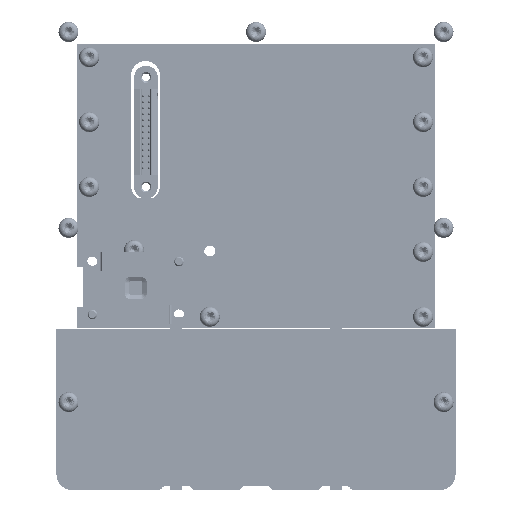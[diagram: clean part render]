
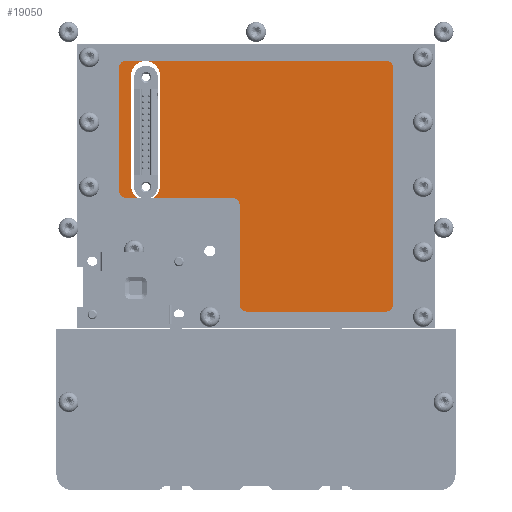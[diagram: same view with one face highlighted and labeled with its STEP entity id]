
A CAD part, left-side view. The second image highlights one B-rep face of the part: STEP entity #19050.
In plain terms, the highlighted face is planar.
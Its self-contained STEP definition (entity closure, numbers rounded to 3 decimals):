
#1268=FACE_OUTER_BOUND('',#2346,.T.);
#2346=EDGE_LOOP('',(#12745,#12746,#12747,#12748,#12749,#12750,#12751,#12752,
#12753,#12754,#12755,#12756,#12757,#12758,#12759,#12760,#12761,#12762));
#3563=CIRCLE('',#20330,3.);
#3565=CIRCLE('',#20332,3.);
#3566=CIRCLE('',#20336,3.);
#3568=CIRCLE('',#20340,1.5);
#3569=CIRCLE('',#20341,1.5);
#3570=CIRCLE('',#20342,1.5);
#3571=CIRCLE('',#20343,1.5);
#3572=CIRCLE('',#20344,1.5);
#3573=CIRCLE('',#20345,1.5);
#4164=LINE('',#27421,#6107);
#4167=LINE('',#27427,#6110);
#4170=LINE('',#27436,#6113);
#4174=LINE('',#27443,#6117);
#4175=LINE('',#27448,#6118);
#4176=LINE('',#27452,#6119);
#4177=LINE('',#27456,#6120);
#4178=LINE('',#27460,#6121);
#4179=LINE('',#27464,#6122);
#6107=VECTOR('',#22060,10.);
#6110=VECTOR('',#22065,10.);
#6113=VECTOR('',#22076,1000.);
#6117=VECTOR('',#22080,1000.);
#6118=VECTOR('',#22085,1000.);
#6119=VECTOR('',#22088,1000.);
#6120=VECTOR('',#22091,1000.);
#6121=VECTOR('',#22094,1000.);
#6122=VECTOR('',#22097,10.);
#8047=VERTEX_POINT('',#27406);
#8048=VERTEX_POINT('',#27407);
#8051=VERTEX_POINT('',#27413);
#8052=VERTEX_POINT('',#27415);
#8053=VERTEX_POINT('',#27420);
#8055=VERTEX_POINT('',#27426);
#8057=VERTEX_POINT('',#27435);
#8060=VERTEX_POINT('',#27441);
#8061=VERTEX_POINT('',#27445);
#8062=VERTEX_POINT('',#27447);
#8063=VERTEX_POINT('',#27449);
#8064=VERTEX_POINT('',#27451);
#8065=VERTEX_POINT('',#27453);
#8066=VERTEX_POINT('',#27455);
#8067=VERTEX_POINT('',#27457);
#8068=VERTEX_POINT('',#27459);
#8069=VERTEX_POINT('',#27461);
#8070=VERTEX_POINT('',#27463);
#9880=EDGE_CURVE('',#8047,#8048,#3563,.T.);
#9884=EDGE_CURVE('',#8052,#8051,#3565,.T.);
#9887=EDGE_CURVE('',#8053,#8047,#4164,.T.);
#9890=EDGE_CURVE('',#8051,#8055,#4167,.T.);
#9893=EDGE_CURVE('',#8055,#8053,#3566,.T.);
#9895=EDGE_CURVE('',#8057,#8052,#4170,.T.);
#9899=EDGE_CURVE('',#8048,#8060,#4174,.T.);
#9900=EDGE_CURVE('',#8060,#8061,#3568,.T.);
#9901=EDGE_CURVE('',#8061,#8062,#4175,.T.);
#9902=EDGE_CURVE('',#8062,#8063,#3569,.T.);
#9903=EDGE_CURVE('',#8063,#8064,#4176,.T.);
#9904=EDGE_CURVE('',#8064,#8065,#3570,.T.);
#9905=EDGE_CURVE('',#8065,#8066,#4177,.T.);
#9906=EDGE_CURVE('',#8066,#8067,#3571,.T.);
#9907=EDGE_CURVE('',#8067,#8068,#4178,.T.);
#9908=EDGE_CURVE('',#8068,#8069,#3572,.T.);
#9909=EDGE_CURVE('',#8069,#8070,#4179,.T.);
#9910=EDGE_CURVE('',#8070,#8057,#3573,.T.);
#12745=ORIENTED_EDGE('',*,*,#9880,.T.);
#12746=ORIENTED_EDGE('',*,*,#9899,.T.);
#12747=ORIENTED_EDGE('',*,*,#9900,.T.);
#12748=ORIENTED_EDGE('',*,*,#9901,.T.);
#12749=ORIENTED_EDGE('',*,*,#9902,.T.);
#12750=ORIENTED_EDGE('',*,*,#9903,.T.);
#12751=ORIENTED_EDGE('',*,*,#9904,.T.);
#12752=ORIENTED_EDGE('',*,*,#9905,.T.);
#12753=ORIENTED_EDGE('',*,*,#9906,.T.);
#12754=ORIENTED_EDGE('',*,*,#9907,.T.);
#12755=ORIENTED_EDGE('',*,*,#9908,.T.);
#12756=ORIENTED_EDGE('',*,*,#9909,.T.);
#12757=ORIENTED_EDGE('',*,*,#9910,.T.);
#12758=ORIENTED_EDGE('',*,*,#9895,.T.);
#12759=ORIENTED_EDGE('',*,*,#9884,.T.);
#12760=ORIENTED_EDGE('',*,*,#9890,.T.);
#12761=ORIENTED_EDGE('',*,*,#9893,.T.);
#12762=ORIENTED_EDGE('',*,*,#9887,.T.);
#18391=PLANE('',#20339);
#19050=ADVANCED_FACE('',(#1268),#18391,.F.);
#20330=AXIS2_PLACEMENT_3D('',#27408,#22048,#22049);
#20332=AXIS2_PLACEMENT_3D('',#27416,#22054,#22055);
#20336=AXIS2_PLACEMENT_3D('',#27432,#22070,#22071);
#20339=AXIS2_PLACEMENT_3D('',#27444,#22081,#22082);
#20340=AXIS2_PLACEMENT_3D('',#27446,#22083,#22084);
#20341=AXIS2_PLACEMENT_3D('',#27450,#22086,#22087);
#20342=AXIS2_PLACEMENT_3D('',#27454,#22089,#22090);
#20343=AXIS2_PLACEMENT_3D('',#27458,#22092,#22093);
#20344=AXIS2_PLACEMENT_3D('',#27462,#22095,#22096);
#20345=AXIS2_PLACEMENT_3D('',#27465,#22098,#22099);
#22048=DIRECTION('center_axis',(0.,1.,0.));
#22049=DIRECTION('ref_axis',(1.,0.,0.));
#22054=DIRECTION('center_axis',(0.,1.,0.));
#22055=DIRECTION('ref_axis',(1.,0.,0.));
#22060=DIRECTION('',(0.,0.,-1.));
#22065=DIRECTION('',(0.,0.,1.));
#22070=DIRECTION('center_axis',(0.,1.,0.));
#22071=DIRECTION('ref_axis',(-1.,0.,0.));
#22076=DIRECTION('',(1.,0.,0.));
#22080=DIRECTION('',(1.,0.,0.));
#22081=DIRECTION('center_axis',(0.,1.,0.));
#22082=DIRECTION('ref_axis',(0.,0.,1.));
#22083=DIRECTION('center_axis',(0.,1.,0.));
#22084=DIRECTION('ref_axis',(0.,0.,-1.));
#22085=DIRECTION('',(0.,0.,-1.));
#22086=DIRECTION('center_axis',(0.,-1.,0.));
#22087=DIRECTION('ref_axis',(0.,0.,1.));
#22088=DIRECTION('',(1.,0.,0.));
#22089=DIRECTION('center_axis',(0.,-1.,0.));
#22090=DIRECTION('ref_axis',(0.,0.,-1.));
#22091=DIRECTION('',(0.,0.,1.));
#22092=DIRECTION('center_axis',(0.,-1.,0.));
#22093=DIRECTION('ref_axis',(0.,0.,1.));
#22094=DIRECTION('',(-1.,0.,0.));
#22095=DIRECTION('center_axis',(0.,-1.,0.));
#22096=DIRECTION('ref_axis',(0.,0.,-1.));
#22097=DIRECTION('',(0.,0.,-1.));
#22098=DIRECTION('center_axis',(0.,-1.,0.));
#22099=DIRECTION('ref_axis',(0.,0.,1.));
#27406=CARTESIAN_POINT('',(-23.212,4.7,5.151));
#27407=CARTESIAN_POINT('',(-24.516,4.7,2.676));
#27408=CARTESIAN_POINT('Origin',(-26.212,4.7,5.151));
#27413=CARTESIAN_POINT('',(-29.212,4.7,5.151));
#27415=CARTESIAN_POINT('',(-27.907,4.7,2.676));
#27416=CARTESIAN_POINT('Origin',(-26.212,4.7,5.151));
#27420=CARTESIAN_POINT('',(-23.212,4.7,28.151));
#27421=CARTESIAN_POINT('',(-23.212,4.7,17.451));
#27426=CARTESIAN_POINT('',(-29.212,4.7,28.151));
#27427=CARTESIAN_POINT('',(-29.212,4.7,28.951));
#27432=CARTESIAN_POINT('Origin',(-26.212,4.7,28.151));
#27435=CARTESIAN_POINT('',(-30.212,4.7,2.676));
#27436=CARTESIAN_POINT('',(-30.212,4.7,2.676));
#27441=CARTESIAN_POINT('',(-8.124,4.7,2.676));
#27443=CARTESIAN_POINT('',(-30.212,4.7,2.676));
#27444=CARTESIAN_POINT('Origin',(-30.212,4.7,29.751));
#27445=CARTESIAN_POINT('',(-6.624,4.7,1.176));
#27446=CARTESIAN_POINT('Origin',(-8.124,4.7,1.176));
#27447=CARTESIAN_POINT('',(-6.624,4.7,-19.449));
#27448=CARTESIAN_POINT('',(-6.624,4.7,1.176));
#27449=CARTESIAN_POINT('',(-5.124,4.7,-20.949));
#27450=CARTESIAN_POINT('Origin',(-5.124,4.7,-19.449));
#27451=CARTESIAN_POINT('',(23.788,4.7,-20.949));
#27452=CARTESIAN_POINT('',(-5.124,4.7,-20.949));
#27453=CARTESIAN_POINT('',(25.288,4.7,-19.449));
#27454=CARTESIAN_POINT('Origin',(23.788,4.7,-19.449));
#27455=CARTESIAN_POINT('',(25.288,4.7,29.751));
#27456=CARTESIAN_POINT('',(25.288,4.7,-19.449));
#27457=CARTESIAN_POINT('',(23.788,4.7,31.251));
#27458=CARTESIAN_POINT('Origin',(23.788,4.7,29.751));
#27459=CARTESIAN_POINT('',(-30.212,4.7,31.251));
#27460=CARTESIAN_POINT('',(-30.212,4.7,31.251));
#27461=CARTESIAN_POINT('',(-31.712,4.7,29.751));
#27462=CARTESIAN_POINT('Origin',(-30.212,4.7,29.751));
#27463=CARTESIAN_POINT('',(-31.712,4.7,4.176));
#27464=CARTESIAN_POINT('',(-31.712,4.7,29.751));
#27465=CARTESIAN_POINT('Origin',(-30.212,4.7,4.176));
